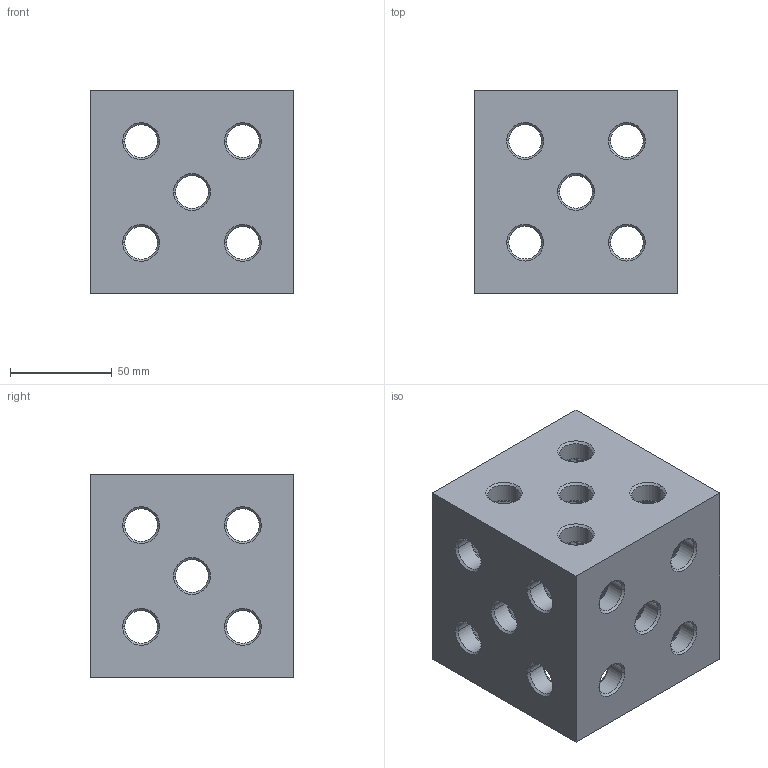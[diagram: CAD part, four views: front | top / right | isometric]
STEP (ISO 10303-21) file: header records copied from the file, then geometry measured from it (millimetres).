
FILE_DESCRIPTION(('STEP AP214'),'1');
FILE_NAME('160396.STP','2011-09-06T08:34:03',(' '),(' '),'Spatial InterOp 3D',' ',' ');
FILE_SCHEMA(('automotive_design'));
Length unit declared in the file: millimetre
Products named in the file (1): Quader
Bounding box: 100 x 100 x 100 mm (x, y, z)
Volume: 427395.8 mm3; surface area: 89696.4 mm2
Topology: 1 solids, 1 shells, 161 faces, 374 edges, 216 vertices
Faces by surface type: cone 100, cylinder 50, plane 11
Entity records: 5960 total; most frequent: DIRECTION 898, CARTESIAN_POINT 752, ORIENTED_EDGE 748, EDGE_CURVE 374, AXIS2_PLACEMENT_3D 362, VERTEX_POINT 216, EDGE_LOOP 212, CIRCLE 200
